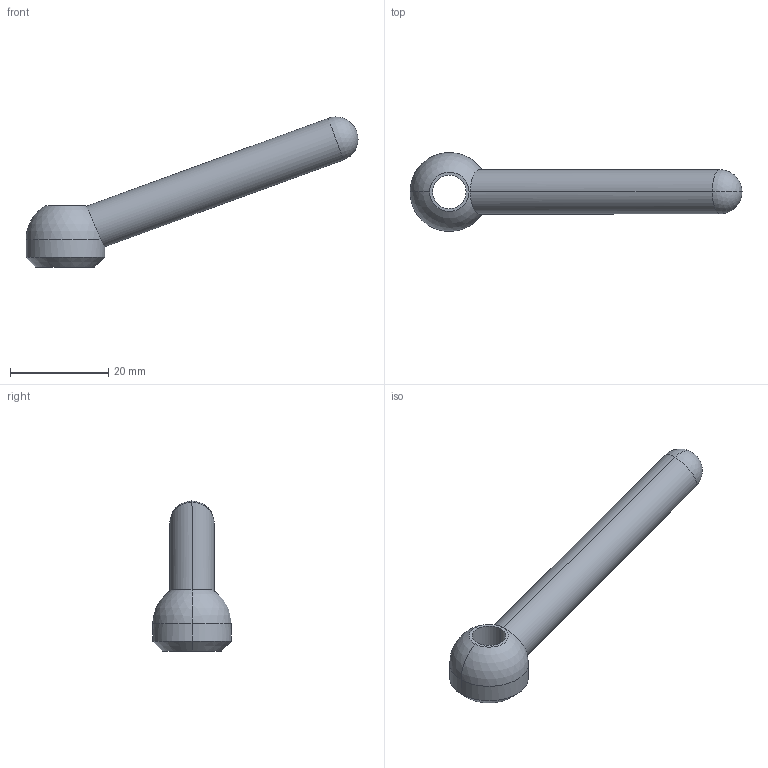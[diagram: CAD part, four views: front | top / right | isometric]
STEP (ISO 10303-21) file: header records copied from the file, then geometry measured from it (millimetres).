
FILE_DESCRIPTION(('STEP AP214'),'1');
FILE_NAME(' ',' ',('TraceParts'),('TraceParts S.A.'),'XStep 1.0',' ',' ');
FILE_SCHEMA(('automotive_design'));
Length unit declared in the file: millimetre
Products named in the file (1): 1
Bounding box: 67.47 x 16 x 30.5 mm (x, y, z)
Volume: 5072.4 mm3; surface area: 2533.3 mm2
Topology: 1 solids, 1 shells, 16 faces, 36 edges, 20 vertices
Faces by surface type: cylinder 6, sphere 4, cone 4, plane 2
Entity records: 994 total; most frequent: CARTESIAN_POINT 213, DIRECTION 84, STYLED_ITEM 71, PRESENTATION_STYLE_ASSIGNMENT 71, COLOUR_RGB 71, ORIENTED_EDGE 68, AXIS2_PLACEMENT_3D 37, EDGE_CURVE 34
